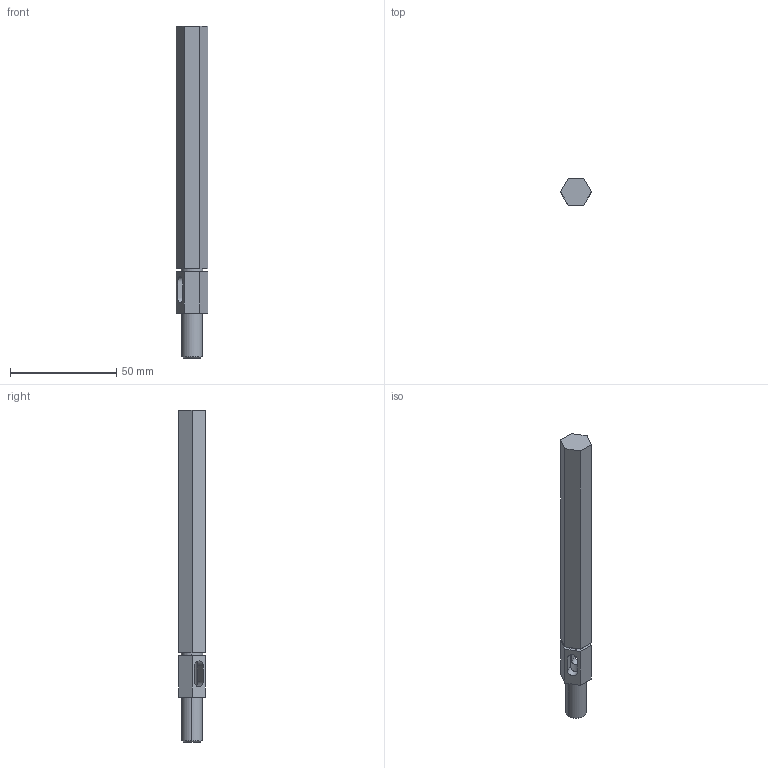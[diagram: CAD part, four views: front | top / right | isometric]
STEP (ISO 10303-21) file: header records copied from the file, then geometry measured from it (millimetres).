
FILE_DESCRIPTION (( 'STEP AP214' ), '1' );
FILE_NAME ('am-3043 SSS Output shaft.STEP', '2014-12-18T22:52:44', ( '' ), ( '' ), 'SwSTEP 2.0', 'SolidWorks 2014', '' );
FILE_SCHEMA (( 'AUTOMOTIVE_DESIGN' ));
Length unit declared in the file: inch
Products named in the file (1): am-3043 SSS Output shaft
Bounding box: 14.66 x 12.7 x 156.26 mm (x, y, z)
Volume: 18677.5 mm3; surface area: 7849.8 mm2
Topology: 1 solids, 1 shells, 36 faces, 92 edges, 60 vertices
Faces by surface type: plane 22, cylinder 10, cone 4
Entity records: 1252 total; most frequent: CARTESIAN_POINT 325, ORIENTED_EDGE 184, DIRECTION 178, EDGE_CURVE 92, LINE 64, VECTOR 64, VERTEX_POINT 60, AXIS2_PLACEMENT_3D 57
